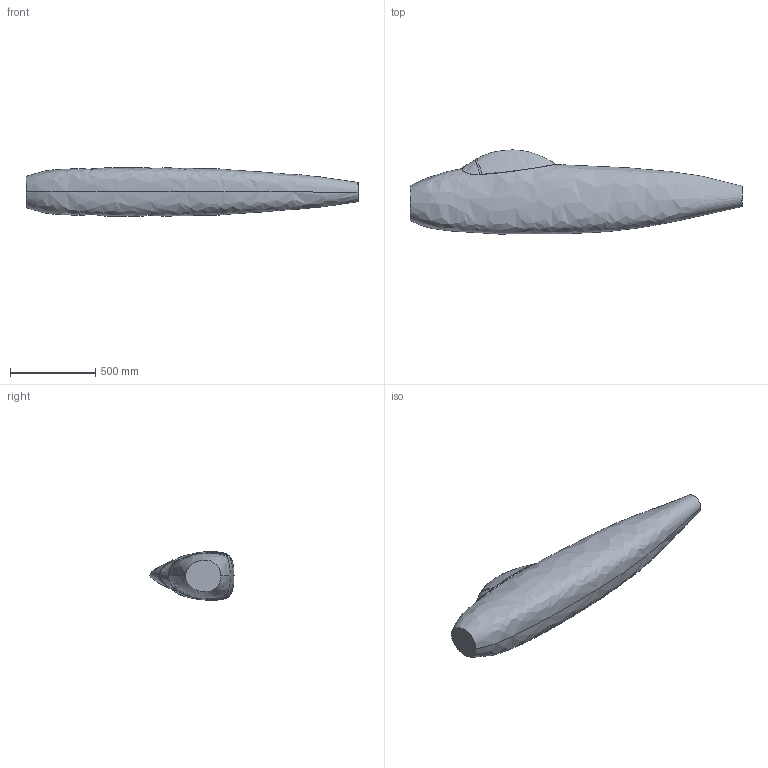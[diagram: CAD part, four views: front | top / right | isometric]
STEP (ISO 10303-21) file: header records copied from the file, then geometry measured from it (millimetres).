
FILE_DESCRIPTION(/* description */ (''),/* implementation_level */ '2;1');
FILE_NAME(/* name */ 'f1-j fuse.stp',/* time_stamp */ '2020-09-17T09:35:24+02:00',/* author */ ('Mikes'),/* organization */ (''),/* preprocessor_version */ 'ST-DEVELOPER v18.1',/* originating_system */ 'Autodesk Inventor 2021',/* authorisation */ '');
FILE_SCHEMA (('AUTOMOTIVE_DESIGN { 1 0 10303 214 3 1 1 }'));
Length unit declared in the file: millimetre
Products named in the file (1): f1-j fuse
Bounding box: 1943.86 x 492.32 x 284.9 mm (x, y, z)
Volume: 133101845 mm3; surface area: 2151151.7 mm2
Topology: 4 solids, 4 shells, 25 faces, 54 edges, 37 vertices
Faces by surface type: bspline 19, plane 6
Entity records: 17019 total; most frequent: CARTESIAN_POINT 16560, ORIENTED_EDGE 108, B_SPLINE_CURVE_WITH_KNOTS 54, EDGE_CURVE 54, VERTEX_POINT 37, FACE_OUTER_BOUND 25, EDGE_LOOP 25, ADVANCED_FACE 25
